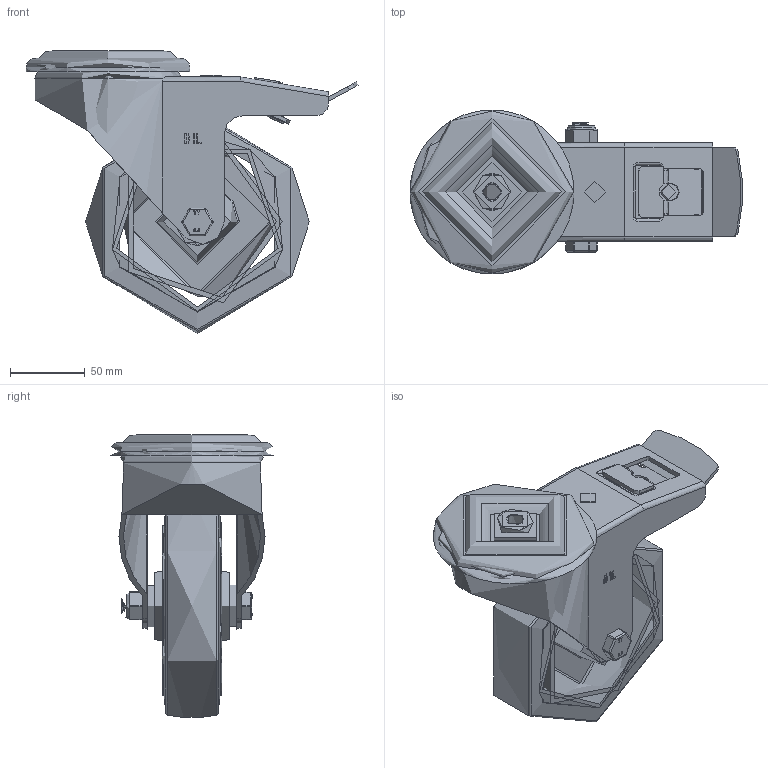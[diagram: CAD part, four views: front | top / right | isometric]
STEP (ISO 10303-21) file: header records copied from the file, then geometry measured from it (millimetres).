
FILE_DESCRIPTION(/* description */ (''),/* implementation_level */ '2;1');
FILE_NAME(/* name */ 'BZMM150SRNBBH12SWB.step',/* time_stamp */ '2024-10-15T14:57:42+01:00',/* author */ (''),/* organization */ (''),/* preprocessor_version */ 'ST-DEVELOPER v20',/* originating_system */ 'Autodesk Translation Framework v13.20.0.188',/* authorisation */ '');
FILE_SCHEMA (('AUTOMOTIVE_DESIGN { 1 0 10303 214 3 1 1 }'));
Length unit declared in the file: millimetre
Products named in the file (29): BZMM150SRNBBH12SWB; BZMM150ASBH12SWB v1; ZINC PLATED, PRESSED STEEL TOP PLATE; ZINC PLATED, PRESSED STEEL FORKS; ZINC PLATED, PRESSED STEEL BRAKE PEDAL; BRAKE PAD; BRAKE PAD Geometry; BRAKE BOLT; BOLT; NUT; BZMH150WSRNRB v1; NYLON RIM; 65 SHORE A ELASTIC RUBBER TYRE; BEARING; CAGE; STEEL RODS; Component1; TUBEM20X60 v1; ZINC PLATED STEEL TUBE; WM20X32X5 v1; ZINC PLATED WASHER; WM20X32X5 v1 (1); ZINC PLATED WASHER (1); HEXBOLTM12X80Z8.8 v2; GRADE 8.8 ZINC PLATED BOLT; NYLOCM12Z v1; NYLOC NUT; NUT (1); RUBBER
Assembly tree (37 placements, depth 5):
  BZMM150SRNBBH12SWB
    BZMM150ASBH12SWB v1
      ZINC PLATED, PRESSED STEEL TOP PLATE
      ZINC PLATED, PRESSED STEEL FORKS
      ZINC PLATED, PRESSED STEEL BRAKE PEDAL
      BRAKE PAD
        BRAKE PAD Geometry
        BRAKE BOLT
        BOLT
        NUT
    BZMH150WSRNRB v1
      NYLON RIM
      65 SHORE A ELASTIC RUBBER TYRE
      BEARING
        CAGE
        STEEL RODS
          Component1  x10
    TUBEM20X60 v1
      ZINC PLATED STEEL TUBE
    WM20X32X5 v1
      ZINC PLATED WASHER
    WM20X32X5 v1 (1)
      ZINC PLATED WASHER (1)
    HEXBOLTM12X80Z8.8 v2
      GRADE 8.8 ZINC PLATED BOLT
    NYLOCM12Z v1
      NYLOC NUT
        NUT (1)
        RUBBER
Bounding box: 222.68 x 110 x 189.8 mm (x, y, z)
Volume: 643725.7 mm3; surface area: 261139 mm2
Topology: 26 solids, 26 shells, 670 faces, 1655 edges, 1072 vertices
Faces by surface type: plane 320, cylinder 210, bspline 53, torus 43, cone 26, sphere 18
Full cylindrical faces by diameter (mm): 5 x10, 8 x2, 9.836 x18, 11.834 x18, 12 x3, 12.1 x2, 12.2 x1, 12.5 x1, 14 x3, 15 x1, 18 x1, 18.5 x1, 19.9 x1, 20 x1, 20.4 x2, 24.5 x1, 25 x4, 29 x1, 30 x1, 32 x2, 33.5 x1, 34 x1, 34.5 x1, 39.5 x1, 40 x2, 52.5 x1, 65.5 x1, 77 x1, 92 x1, 104 x1
Entity records: 27111 total; most frequent: CARTESIAN_POINT 10833, ORIENTED_EDGE 3254, DIRECTION 3221, EDGE_CURVE 1627, AXIS2_PLACEMENT_3D 1206, VERTEX_POINT 1054, LINE 809, VECTOR 809
